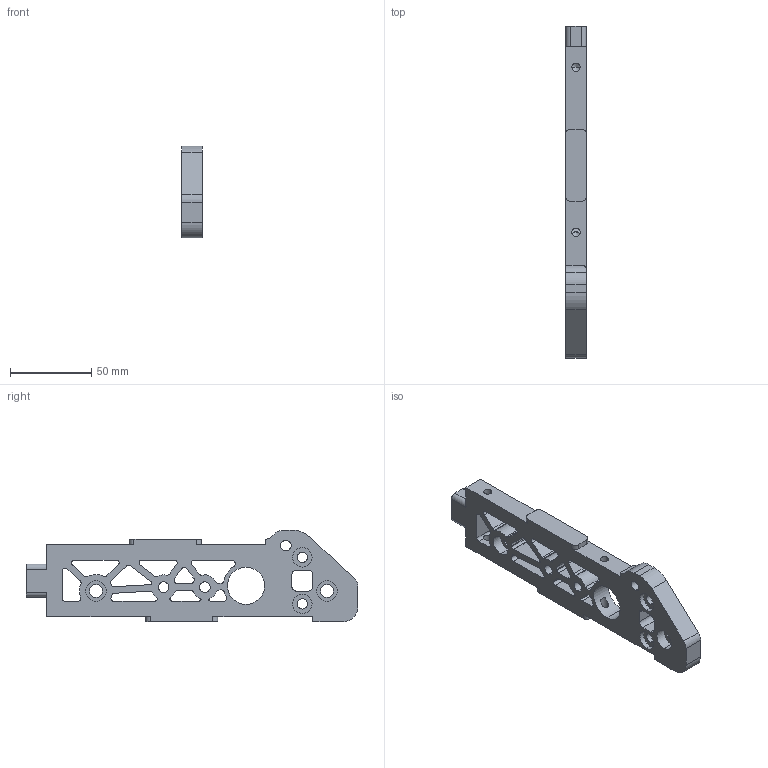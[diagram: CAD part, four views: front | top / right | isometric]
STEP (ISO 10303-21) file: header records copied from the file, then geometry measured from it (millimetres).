
FILE_DESCRIPTION (( 'STEP AP214' ), '1' );
FILE_NAME ('LeftDrivePlate.STEP', '2024-10-22T02:09:13', ( '' ), ( '' ), 'SwSTEP 2.0', 'SolidWorks 2024', '' );
FILE_SCHEMA (( 'AUTOMOTIVE_DESIGN' ));
Length unit declared in the file: inch
Products named in the file (1): LeftDrivePlate
Bounding box: 12.7 x 204.47 x 56.52 mm (x, y, z)
Volume: 82099.1 mm3; surface area: 31200 mm2
Topology: 1 solids, 1 shells, 202 faces, 580 edges, 381 vertices
Faces by surface type: cylinder 133, plane 58, cone 11
Entity records: 6991 total; most frequent: CARTESIAN_POINT 1387, DIRECTION 1224, ORIENTED_EDGE 1148, EDGE_CURVE 574, AXIS2_PLACEMENT_3D 466, VERTEX_POINT 381, LINE 292, VECTOR 292
